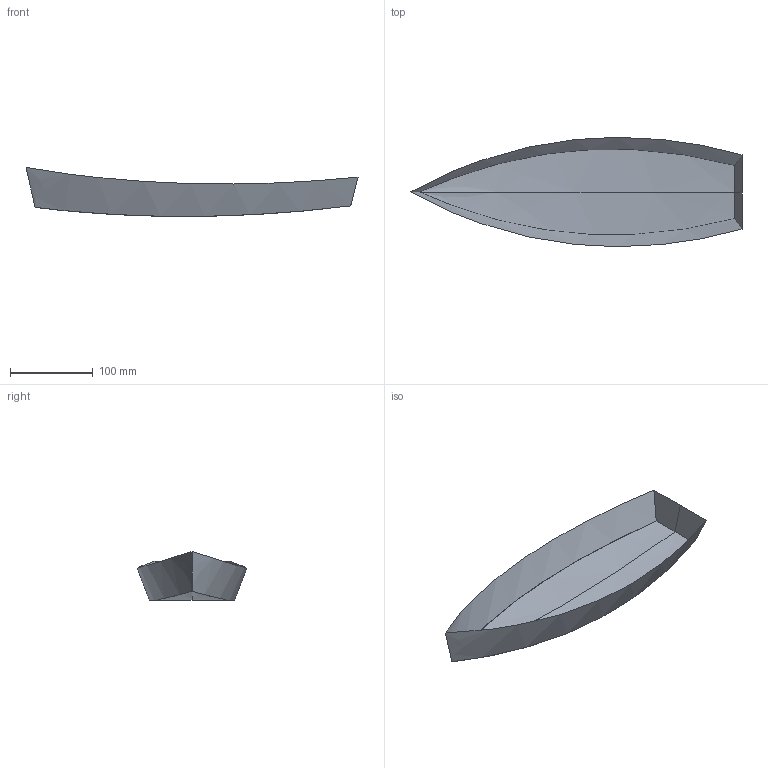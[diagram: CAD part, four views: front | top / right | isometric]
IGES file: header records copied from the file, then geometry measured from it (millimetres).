
Global section: file name: PS3Pl.igs; native system: MultiSurf; preprocessor: RGKernel 2.92; author: Multisurf; date: 151106.071016; units: millimetre
Bounding box: 400 x 131.82 x 58.98 mm (x, y, z)
Surface area: 65950 mm2 (no closed solid volume)
Topology: 0 solids, 0 shells, 6 faces, 38 edges, 46 vertices
Faces by surface type: bspline 6
